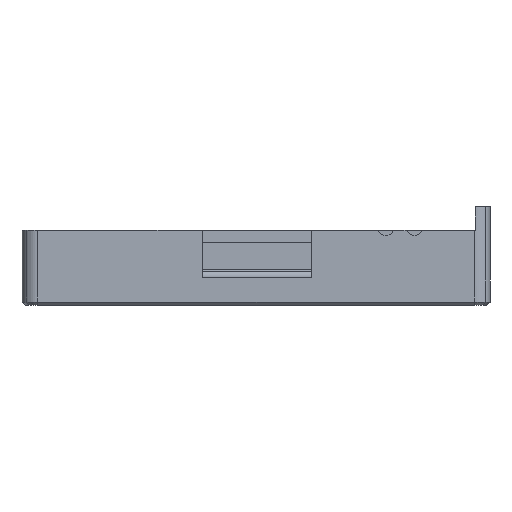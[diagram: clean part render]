
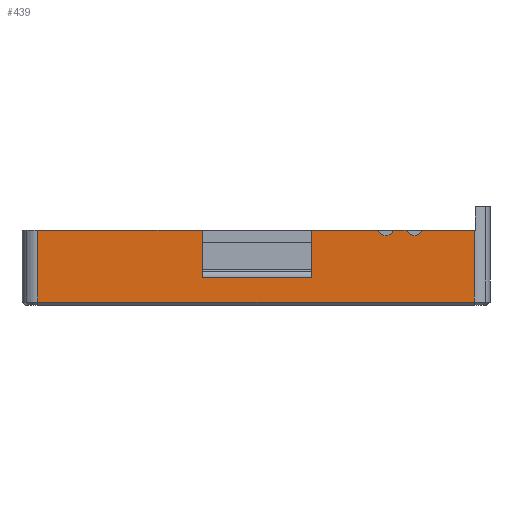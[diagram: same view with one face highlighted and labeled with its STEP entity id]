
A CAD part, left-side view. The second image highlights one B-rep face of the part: STEP entity #439.
In plain terms, the highlighted planar face has unit normal (-1, 0, 0).
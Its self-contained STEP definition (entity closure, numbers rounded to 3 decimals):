
#439=ADVANCED_FACE('6:176',(#974),#975,.T.);
#974=FACE_OUTER_BOUND('',#15551,.T.);
#975=PLANE('',#15552);
#15551=EDGE_LOOP('',(#30756,#30757,#30758,#30759,#30760,#30761,#30762,#30763,#30764,#30765,#30766,#30767));
#15552=AXIS2_PLACEMENT_3D('',#30768,#30769,#30770);
#30756=ORIENTED_EDGE('',*,*,#32045,.F.);
#30757=ORIENTED_EDGE('',*,*,#31898,.T.);
#30758=ORIENTED_EDGE('',*,*,#31706,.F.);
#30759=ORIENTED_EDGE('',*,*,#32042,.F.);
#30760=ORIENTED_EDGE('',*,*,#32046,.F.);
#30761=ORIENTED_EDGE('',*,*,#32047,.F.);
#30762=ORIENTED_EDGE('',*,*,#32048,.T.);
#30763=ORIENTED_EDGE('',*,*,#32049,.F.);
#30764=ORIENTED_EDGE('',*,*,#32050,.T.);
#30765=ORIENTED_EDGE('',*,*,#32051,.F.);
#30766=ORIENTED_EDGE('',*,*,#32052,.F.);
#30767=ORIENTED_EDGE('',*,*,#31905,.F.);
#30768=CARTESIAN_POINT('',(-44.58,0.0,-29.55));
#30769=DIRECTION('',(-1.0,-0.0,0.0));
#30770=DIRECTION('',(0.0,-1.0,0.0));
#31706=EDGE_CURVE('6:1067',#32589,#32591,#32592,.T.);
#31898=EDGE_CURVE('6:689',#32912,#32591,#32913,.T.);
#31905=EDGE_CURVE('6:710',#32920,#32922,#32923,.T.);
#32042=EDGE_CURVE('6:1058',#32632,#32589,#33103,.T.);
#32045=EDGE_CURVE('6:1064',#32912,#32920,#33106,.T.);
#32046=EDGE_CURVE('6:1070',#33107,#32632,#33108,.T.);
#32047=EDGE_CURVE('6:1073',#33109,#33107,#33110,.F.);
#32048=EDGE_CURVE('6:1076',#33109,#33111,#33112,.F.);
#32049=EDGE_CURVE('6:1079',#33113,#33111,#33114,.F.);
#32050=EDGE_CURVE('6:1082',#33113,#33115,#33116,.F.);
#32051=EDGE_CURVE('6:1085',#33117,#33115,#33118,.F.);
#32052=EDGE_CURVE('6:1088',#32922,#33117,#33119,.T.);
#32589=VERTEX_POINT('',#35943);
#32591=VERTEX_POINT('',#35945);
#32592=LINE('',#35946,#35947);
#32632=VERTEX_POINT('',#35996);
#32912=VERTEX_POINT('',#36360);
#32913=LINE('',#36361,#36362);
#32920=VERTEX_POINT('',#36372);
#32922=VERTEX_POINT('',#36374);
#32923=LINE('',#36375,#36376);
#33103=LINE('',#36897,#36898);
#33106=LINE('',#36901,#36902);
#33107=VERTEX_POINT('',#36903);
#33108=LINE('',#36904,#36905);
#33109=VERTEX_POINT('',#36906);
#33110=LINE('',#36907,#36908);
#33111=VERTEX_POINT('',#36909);
#33112=CIRCLE('',#36910,1.);
#33113=VERTEX_POINT('',#36911);
#33114=LINE('',#36912,#36913);
#33115=VERTEX_POINT('',#36914);
#33116=CIRCLE('',#36915,1.0);
#33117=VERTEX_POINT('',#36916);
#33118=LINE('',#36917,#36918);
#33119=LINE('',#36919,#36920);
#35943=CARTESIAN_POINT('',(-44.58,28.08,-7.6));
#35945=CARTESIAN_POINT('',(-44.58,28.08,1.6));
#35946=CARTESIAN_POINT('',(-44.58,28.08,-14.775));
#35947=VECTOR('',#38033,1.0);
#35996=CARTESIAN_POINT('',(-44.58,-27.88,-7.6));
#36360=CARTESIAN_POINT('',(-44.58,7.0,1.6));
#36361=CARTESIAN_POINT('',(-44.58,0.0,1.6));
#36362=VECTOR('',#38331,1.0);
#36372=CARTESIAN_POINT('',(-44.58,7.0,-4.4));
#36374=CARTESIAN_POINT('',(-44.58,-7.,-4.4));
#36375=CARTESIAN_POINT('',(-44.58,2.66,-4.4));
#36376=VECTOR('',#38338,1.0);
#36897=CARTESIAN_POINT('',(-44.58,0.0,-7.6));
#36898=VECTOR('',#38497,1.0);
#36901=CARTESIAN_POINT('',(-44.58,7.0,-14.775));
#36902=VECTOR('',#38498,1.0);
#36903=CARTESIAN_POINT('',(-44.58,-27.88,1.6));
#36904=CARTESIAN_POINT('',(-44.58,-27.88,-14.775));
#36905=VECTOR('',#38499,1.0);
#36906=CARTESIAN_POINT('',(-44.58,-21.168,1.6));
#36907=CARTESIAN_POINT('',(-44.58,0.0,1.6));
#36908=VECTOR('',#38500,1.0);
#36909=CARTESIAN_POINT('',(-44.58,-19.263,1.6));
#36910=AXIS2_PLACEMENT_3D('',#38501,#38502,#38503);
#36911=CARTESIAN_POINT('',(-44.58,-17.498,1.6));
#36912=CARTESIAN_POINT('',(-44.58,0.0,1.6));
#36913=VECTOR('',#38504,1.0);
#36914=CARTESIAN_POINT('',(-44.58,-15.594,1.6));
#36915=AXIS2_PLACEMENT_3D('',#38505,#38506,#38507);
#36916=CARTESIAN_POINT('',(-44.58,-7.,1.6));
#36917=CARTESIAN_POINT('',(-44.58,0.0,1.6));
#36918=VECTOR('',#38508,1.0);
#36919=CARTESIAN_POINT('',(-44.58,-7.,-14.775));
#36920=VECTOR('',#38509,1.0);
#38033=DIRECTION('',(0.0,0.0,1.0));
#38331=DIRECTION('',(0.0,1.0,0.0));
#38338=DIRECTION('',(0.0,-1.0,0.));
#38497=DIRECTION('',(0.0,1.0,0.0));
#38498=DIRECTION('',(0.0,0.0,-1.0));
#38499=DIRECTION('',(-0.0,-0.0,-1.0));
#38500=DIRECTION('',(0.0,1.0,0.0));
#38501=CARTESIAN_POINT('',(-44.58,-20.216,1.905));
#38502=DIRECTION('',(-1.0,-0.0,0.0));
#38503=DIRECTION('',(0.0,-1.0,0.0));
#38504=DIRECTION('',(0.0,1.0,0.0));
#38505=CARTESIAN_POINT('',(-44.58,-16.546,1.905));
#38506=DIRECTION('',(-1.0,-0.0,0.0));
#38507=DIRECTION('',(0.0,-1.0,0.0));
#38508=DIRECTION('',(0.0,1.0,0.0));
#38509=DIRECTION('',(0.0,0.0,1.0));
